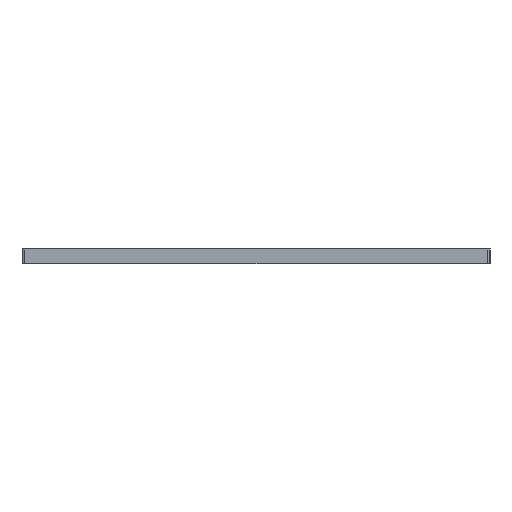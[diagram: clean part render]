
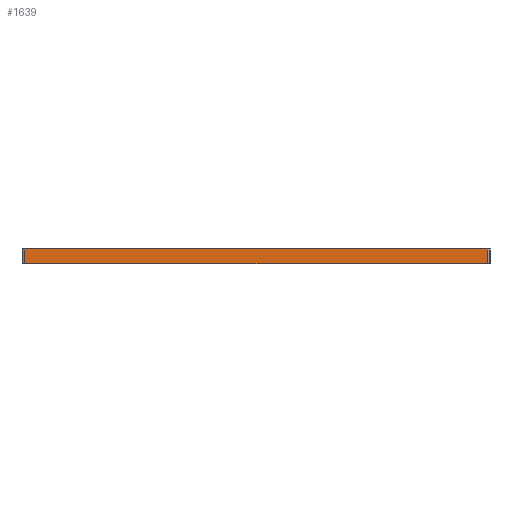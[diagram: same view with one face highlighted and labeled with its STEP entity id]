
A CAD part, left-side view. The second image highlights one B-rep face of the part: STEP entity #1639.
In plain terms, the highlighted planar face has unit normal (-1, 0, 0).
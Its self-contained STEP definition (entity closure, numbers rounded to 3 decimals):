
#629=B_SPLINE_CURVE_WITH_KNOTS('',3,(#21574,#21575,#21576,#21577,#21578,
#21579,#21580,#21581,#21582,#21583,#21584,#21585,#21586),.UNSPECIFIED.,
 .F.,.F.,(4,3,3,3,4),(0.,0.011,0.135,0.383,
1.),.UNSPECIFIED.);
#630=B_SPLINE_CURVE_WITH_KNOTS('',3,(#21588,#21589,#21590,#21591,#21592,
#21593,#21594,#21595,#21596,#21597,#21598,#21599),.UNSPECIFIED.,.F.,.F.,
(4,2,2,2,2,4),(0.,0.5,0.75,0.875,0.938,1.),.UNSPECIFIED.);
#1160=FACE_OUTER_BOUND('',#2344,.T.);
#1639=ADVANCED_FACE('',(#1160),#2028,.T.);
#2028=PLANE('',#8796);
#2344=EDGE_LOOP('',(#4200,#4201,#4202,#4203,#4204));
#4200=ORIENTED_EDGE('',*,*,#7085,.T.);
#4201=ORIENTED_EDGE('',*,*,#7086,.T.);
#4202=ORIENTED_EDGE('',*,*,#7087,.T.);
#4203=ORIENTED_EDGE('',*,*,#7088,.T.);
#4204=ORIENTED_EDGE('',*,*,#7089,.F.);
#6124=VERTEX_POINT('',#21572);
#6125=VERTEX_POINT('',#21573);
#6126=VERTEX_POINT('',#21587);
#6127=VERTEX_POINT('',#21600);
#6128=VERTEX_POINT('',#21602);
#7085=EDGE_CURVE('',#6124,#6125,#7956,.T.);
#7086=EDGE_CURVE('',#6125,#6126,#629,.T.);
#7087=EDGE_CURVE('',#6126,#6127,#630,.T.);
#7088=EDGE_CURVE('',#6127,#6128,#7957,.T.);
#7089=EDGE_CURVE('',#6124,#6128,#7958,.T.);
#7956=LINE('',#21571,#8378);
#7957=LINE('',#21601,#8379);
#7958=LINE('',#21603,#8380);
#8378=VECTOR('',#10085,1.);
#8379=VECTOR('',#10086,1.);
#8380=VECTOR('',#10087,1.);
#8796=AXIS2_PLACEMENT_3D('',#21604,#10088,#10089);
#10085=DIRECTION('',(0.,0.,1.));
#10086=DIRECTION('',(0.,0.,-1.));
#10087=DIRECTION('',(0.,1.,0.));
#10088=DIRECTION('',(-1.,0.,0.));
#10089=DIRECTION('',(0.,0.,1.));
#21571=CARTESIAN_POINT('',(-200.,-445.,29.));
#21572=CARTESIAN_POINT('',(-200.,-445.,0.));
#21573=CARTESIAN_POINT('',(-200.,-445.,28.475));
#21574=CARTESIAN_POINT('',(-200.,-445.,28.475));
#21575=CARTESIAN_POINT('',(-200.,-443.316,28.467));
#21576=CARTESIAN_POINT('',(-200.,-441.632,28.469));
#21577=CARTESIAN_POINT('',(-200.,-439.949,28.469));
#21578=CARTESIAN_POINT('',(-200.,-421.586,28.468));
#21579=CARTESIAN_POINT('',(-200.,-403.224,28.47));
#21580=CARTESIAN_POINT('',(-200.,-384.861,28.47));
#21581=CARTESIAN_POINT('',(-200.,-348.137,28.47));
#21582=CARTESIAN_POINT('',(-200.,-311.412,28.47));
#21583=CARTESIAN_POINT('',(-200.,-274.687,28.47));
#21584=CARTESIAN_POINT('',(-200.,-183.125,28.47));
#21585=CARTESIAN_POINT('',(-200.,-91.562,28.47));
#21586=CARTESIAN_POINT('',(-200.,0.,28.47));
#21587=CARTESIAN_POINT('',(-200.,0.,28.47));
#21588=CARTESIAN_POINT('',(-200.,0.,28.47));
#21589=CARTESIAN_POINT('',(-200.,74.167,28.47));
#21590=CARTESIAN_POINT('',(-200.,148.333,28.47));
#21591=CARTESIAN_POINT('',(-200.,259.583,28.47));
#21592=CARTESIAN_POINT('',(-200.,296.667,28.47));
#21593=CARTESIAN_POINT('',(-200.,352.292,28.47));
#21594=CARTESIAN_POINT('',(-200.,370.833,28.47));
#21595=CARTESIAN_POINT('',(-200.,398.646,28.47));
#21596=CARTESIAN_POINT('',(-200.,407.917,28.47));
#21597=CARTESIAN_POINT('',(-200.,426.458,28.47));
#21598=CARTESIAN_POINT('',(-200.,435.729,28.433));
#21599=CARTESIAN_POINT('',(-200.,445.,28.475));
#21600=CARTESIAN_POINT('',(-200.,445.,28.475));
#21601=CARTESIAN_POINT('',(-200.,445.,29.));
#21602=CARTESIAN_POINT('',(-200.,445.,0.));
#21603=CARTESIAN_POINT('',(-200.,-450.,0.));
#21604=CARTESIAN_POINT('',(-200.,-450.,29.));
